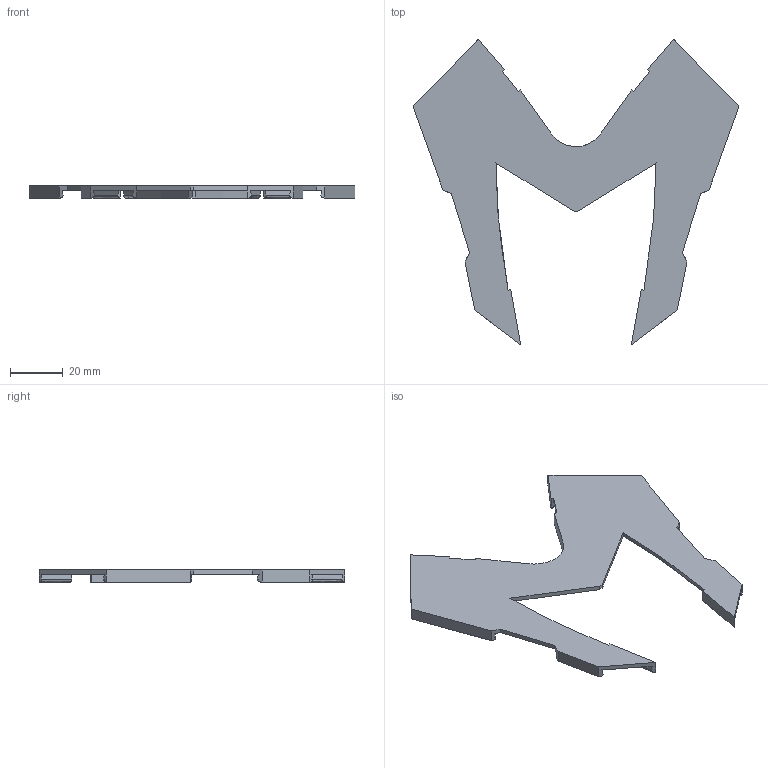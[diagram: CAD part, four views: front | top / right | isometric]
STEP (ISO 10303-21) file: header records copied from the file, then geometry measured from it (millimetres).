
FILE_DESCRIPTION(/* description */ (''),/* implementation_level */ '2;1');
FILE_NAME(/* name */ 'Crest-Diffuser-Template.step',/* time_stamp */ '2025-12-23T14:35:17-05:00',/* author */ (''),/* organization */ (''),/* preprocessor_version */ 'ST-DEVELOPER v20.1',/* originating_system */ 'Autodesk Translation Framework v14.21.0.0',/* authorisation */ '');
FILE_SCHEMA (('AUTOMOTIVE_DESIGN { 1 0 10303 214 3 1 1 }'));
Length unit declared in the file: millimetre
Products named in the file (2): Proto-Pulse-Shell-20X6; Corruption Crest
Assembly tree (1 placements, depth 2):
  Proto-Pulse-Shell-20X6
    Corruption Crest
Bounding box: 124.02 x 116.29 x 4.6 mm (x, y, z)
Volume: 10382.3 mm3; surface area: 14379.1 mm2
Topology: 1 solids, 1 shells, 67 faces, 194 edges, 130 vertices
Faces by surface type: plane 33, bspline 33, cylinder 1
Full cylindrical faces by diameter (mm): 6.5 x1
Entity records: 3741 total; most frequent: CARTESIAN_POINT 2242, ORIENTED_EDGE 388, EDGE_CURVE 194, DIRECTION 148, VERTEX_POINT 130, B_SPLINE_CURVE_WITH_KNOTS 120, LINE 70, VECTOR 70
